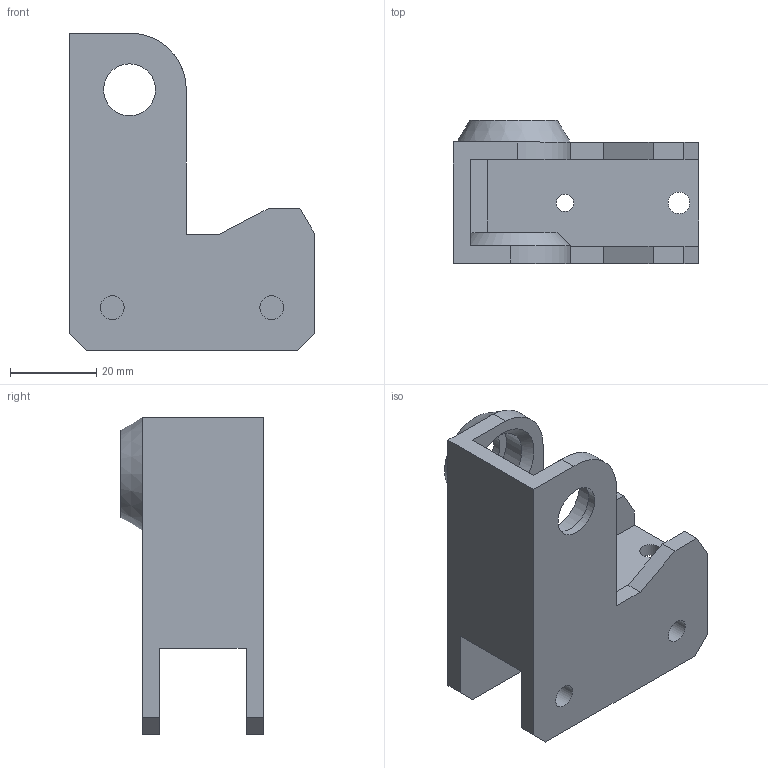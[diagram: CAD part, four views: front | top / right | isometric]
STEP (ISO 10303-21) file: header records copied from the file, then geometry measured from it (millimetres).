
FILE_DESCRIPTION(/* description */ (''),/* implementation_level */ '2;1');
FILE_NAME(/* name */ 'Worm Gear Rod Buddy.step',/* time_stamp */ '2018-05-04T18:10:55+02:00',/* author */ (''),/* organization */ (''),/* preprocessor_version */ 'ST-DEVELOPER v17',/* originating_system */ 'Autodesk Translation Framework v7.1.0.215',/* authorisation */ '');
FILE_SCHEMA (('AUTOMOTIVE_DESIGN { 1 0 10303 214 3 1 1 }'));
Length unit declared in the file: millimetre
Products named in the file (1): Worm Gear Rod Support
Bounding box: 56.88 x 33 x 73.52 mm (x, y, z)
Volume: 30204.6 mm3; surface area: 17567.5 mm2
Topology: 1 solids, 1 shells, 49 faces, 136 edges, 90 vertices
Faces by surface type: plane 35, cylinder 11, cone 3
Full cylindrical faces by diameter (mm): 4 x1, 5 x1, 5.5 x3, 12 x2, 16.25 x2
Entity records: 1632 total; most frequent: CARTESIAN_POINT 284, ORIENTED_EDGE 272, DIRECTION 266, EDGE_CURVE 136, LINE 98, VECTOR 98, VERTEX_POINT 90, AXIS2_PLACEMENT_3D 84
